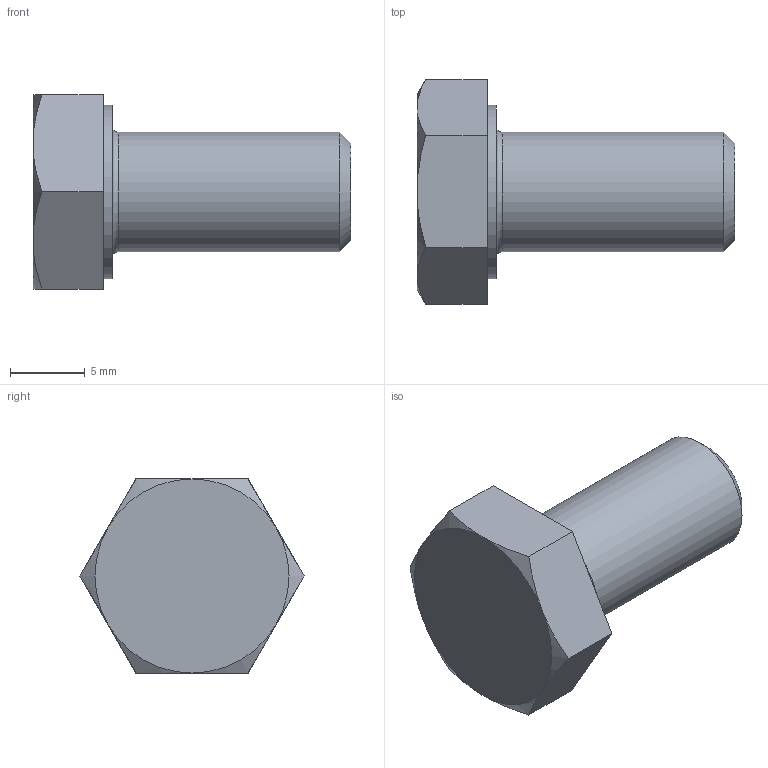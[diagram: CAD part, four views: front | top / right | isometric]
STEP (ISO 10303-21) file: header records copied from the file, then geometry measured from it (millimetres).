
FILE_DESCRIPTION(/* description */ ('Alibre Inc.'),/* implementation_level */ '2;1');
FILE_NAME(/* name */ 'export-F7D66152-71EE-4C54-A639-E7D80E935A75',/* time_stamp */ '2021-03-19T13:56:13+01:00',/* author */ (''),/* organization */ (''),/* preprocessor_version */ 'ST-DEVELOPER v17',/* originating_system */ 'Alibre',/* authorisation */ '');
FILE_SCHEMA (('AUTOMOTIVE_DESIGN'));
Length unit declared in the file: millimetre
Products named in the file (1): HI_Hexagon bolts  ISO4017/DIN933 M8x16 01210.080.016 (High)
Bounding box: 21.3 x 15.01 x 13 mm (x, y, z)
Volume: 1547.4 mm3; surface area: 905.3 mm2
Topology: 1 solids, 1 shells, 20 faces, 43 edges, 27 vertices
Faces by surface type: plane 10, cone 7, cylinder 2, torus 1
Full cylindrical faces by diameter (mm): 8 x1, 11.63 x1
Entity records: 562 total; most frequent: CARTESIAN_POINT 114, ORIENTED_EDGE 86, DIRECTION 76, EDGE_CURVE 43, AXIS2_PLACEMENT_3D 36, VERTEX_POINT 27, EDGE_LOOP 22, FACE_BOUND 22
